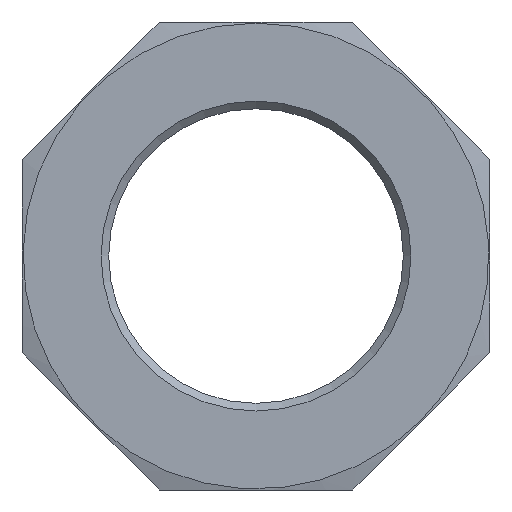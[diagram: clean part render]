
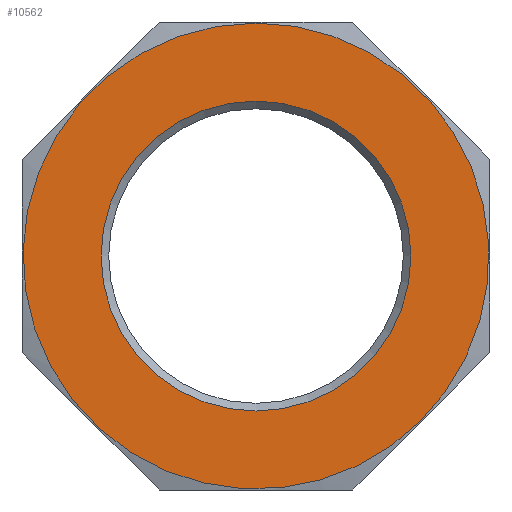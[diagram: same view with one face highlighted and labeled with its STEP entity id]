
A CAD part, left-side view. The second image highlights one B-rep face of the part: STEP entity #10562.
In plain terms, the highlighted planar face has unit normal (-1, 0, 0).
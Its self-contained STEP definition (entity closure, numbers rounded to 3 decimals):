
#54 = CIRCLE ( 'NONE', #6049, 29.807 ) ;
#894 = CIRCLE ( 'NONE', #1793, 44.8 ) ;
#1119 = DIRECTION ( 'NONE',  ( 0., 0., -1. ) ) ;
#1793 = AXIS2_PLACEMENT_3D ( 'NONE', #16238, #15946, #3349 ) ;
#1916 = DIRECTION ( 'NONE',  ( 0., 0., 1. ) ) ;
#2113 = CARTESIAN_POINT ( 'NONE',  ( 0., 0., 44.8 ) ) ;
#2457 = ORIENTED_EDGE ( 'NONE', *, *, #17708, .F. ) ;
#2992 = DIRECTION ( 'NONE',  ( 1., 0., 0. ) ) ;
#3349 = DIRECTION ( 'NONE',  ( 0., 0., 1. ) ) ;
#5258 = PLANE ( 'NONE',  #13672 ) ;
#6049 = AXIS2_PLACEMENT_3D ( 'NONE', #7075, #18582, #1916 ) ;
#7075 = CARTESIAN_POINT ( 'NONE',  ( 0., 0., 0. ) ) ;
#7597 = EDGE_LOOP ( 'NONE', ( #11706 ) ) ;
#8445 = EDGE_CURVE ( 'NONE', #12063, #12063, #894, .T. ) ;
#9688 = FACE_BOUND ( 'NONE', #16839, .T. ) ;
#10562 = ADVANCED_FACE ( 'NONE', ( #9688, #15873 ), #5258, .F. ) ;
#10999 = CARTESIAN_POINT ( 'NONE',  ( 0., 56.5, 0. ) ) ;
#11706 = ORIENTED_EDGE ( 'NONE', *, *, #8445, .T. ) ;
#12063 = VERTEX_POINT ( 'NONE', #2113 ) ;
#12796 = VERTEX_POINT ( 'NONE', #14029 ) ;
#13672 = AXIS2_PLACEMENT_3D ( 'NONE', #10999, #2992, #1119 ) ;
#14029 = CARTESIAN_POINT ( 'NONE',  ( 0., 0., 29.807 ) ) ;
#15873 = FACE_OUTER_BOUND ( 'NONE', #7597, .T. ) ;
#15946 = DIRECTION ( 'NONE',  ( -1., 0., 0. ) ) ;
#16238 = CARTESIAN_POINT ( 'NONE',  ( 0., 0., 0. ) ) ;
#16839 = EDGE_LOOP ( 'NONE', ( #2457 ) ) ;
#17708 = EDGE_CURVE ( 'NONE', #12796, #12796, #54, .T. ) ;
#18582 = DIRECTION ( 'NONE',  ( -1., 0., 0. ) ) ;
